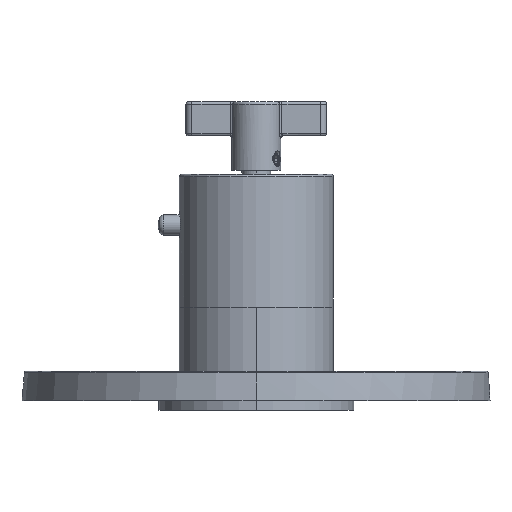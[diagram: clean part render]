
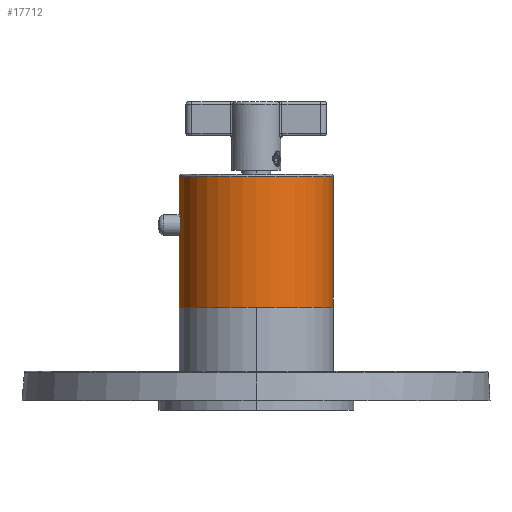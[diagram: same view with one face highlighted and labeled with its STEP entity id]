
A CAD part, left-side view. The second image highlights one B-rep face of the part: STEP entity #17712.
In plain terms, the highlighted cylindrical face has radius 25.019 mm (diameter 50.038 mm), a partial arc.
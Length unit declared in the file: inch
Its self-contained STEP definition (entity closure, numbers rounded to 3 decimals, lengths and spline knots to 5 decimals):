
#14756=DIRECTION('',(0.,1.,0.));
#14757=VECTOR('',#14756,0.875);
#14758=CARTESIAN_POINT('',(0.985,0.,0.));
#14759=LINE('',#14758,#14757);
#14765=DIRECTION('',(0.,1.,0.));
#14766=VECTOR('',#14765,1.67);
#14767=CARTESIAN_POINT('',(-0.985,0.,0.));
#14768=LINE('',#14767,#14766);
#14774=DIRECTION('',(0.,1.,0.));
#14775=VECTOR('',#14774,0.445);
#14776=CARTESIAN_POINT('',(0.985,1.225,0.));
#14777=LINE('',#14776,#14775);
#14786=CARTESIAN_POINT('',(0.985,1.225,0.));
#14787=CARTESIAN_POINT('',(0.985,1.225,-0.01121));
#14788=CARTESIAN_POINT('',(0.98462,1.22251,
-0.03285));
#14789=CARTESIAN_POINT('',(0.98311,1.21217,
-0.06327));
#14790=CARTESIAN_POINT('',(0.98094,1.19609,
-0.09063));
#14791=CARTESIAN_POINT('',(0.97836,1.17447,
-0.11495));
#14792=CARTESIAN_POINT('',(0.97572,1.14767,
-0.13531));
#14793=CARTESIAN_POINT('',(0.97346,1.11675,
-0.15051));
#14794=CARTESIAN_POINT('',(0.97199,1.08399,
-0.15958));
#14795=CARTESIAN_POINT('',(0.97148,1.05028,
-0.16265));
#14796=CARTESIAN_POINT('',(0.97198,1.01652,
-0.15967));
#14797=CARTESIAN_POINT('',(0.97343,0.98377,
-0.15071));
#14798=CARTESIAN_POINT('',(0.97568,0.9528,
-0.1356));
#14799=CARTESIAN_POINT('',(0.9783,0.92606,
-0.11543));
#14800=CARTESIAN_POINT('',(0.98088,0.90436,
-0.09125));
#14801=CARTESIAN_POINT('',(0.98306,0.88815,
-0.06397));
#14802=CARTESIAN_POINT('',(0.98461,0.87758,
-0.03337));
#14803=CARTESIAN_POINT('',(0.985,0.875,-0.01142));
#14804=CARTESIAN_POINT('',(0.985,0.875,0.));
#14806=CARTESIAN_POINT('',(0.,1.67,0.));
#14807=DIRECTION('',(0.,1.,0.));
#14808=DIRECTION('',(1.,0.,0.));
#14809=AXIS2_PLACEMENT_3D('',#14806,#14807,#14808);
#14811=CARTESIAN_POINT('',(0.,0.,0.));
#14812=DIRECTION('',(0.,1.,0.));
#14813=DIRECTION('',(1.,0.,0.));
#14814=AXIS2_PLACEMENT_3D('',#14811,#14812,#14813);
#17258=CARTESIAN_POINT('',(0.985,0.,0.));
#17259=CARTESIAN_POINT('',(-0.985,0.,0.));
#17260=VERTEX_POINT('',#17258);
#17261=VERTEX_POINT('',#17259);
#17614=CARTESIAN_POINT('',(0.985,1.67,0.));
#17615=CARTESIAN_POINT('',(-0.985,1.67,0.));
#17616=VERTEX_POINT('',#17614);
#17617=VERTEX_POINT('',#17615);
#17626=VERTEX_POINT('',#14786);
#17627=VERTEX_POINT('',#14804);
#17698=CARTESIAN_POINT('',(0.,-0.085,0.));
#17699=DIRECTION('',(0.,1.,0.));
#17700=DIRECTION('',(1.,0.,0.));
#17701=AXIS2_PLACEMENT_3D('',#17698,#17699,#17700);
#17702=CYLINDRICAL_SURFACE('',#17701,0.985);
#17703=ORIENTED_EDGE('',*,*,#17689,.F.);
#17704=ORIENTED_EDGE('',*,*,#17664,.T.);
#17706=ORIENTED_EDGE('',*,*,#17705,.T.);
#17707=ORIENTED_EDGE('',*,*,#17660,.F.);
#17708=ORIENTED_EDGE('',*,*,#17639,.F.);
#17709=ORIENTED_EDGE('',*,*,#17657,.T.);
#17710=EDGE_LOOP('',(#17703,#17704,#17706,#17707,#17708,#17709));
#17711=FACE_OUTER_BOUND('',#17710,.F.);
#17712=ADVANCED_FACE('',(#17711),#17702,.T.);
#14805=B_SPLINE_CURVE_WITH_KNOTS('',3,(#14786,#14787,#14788,#14789,#14790,
#14791,#14792,#14793,#14794,#14795,#14796,#14797,#14798,#14799,#14800,#14801,
#14802,#14803,#14804),.UNSPECIFIED.,.F.,.F.,(4,1,1,1,1,1,1,1,1,1,1,1,1,1,1,1,4),
(0.,0.0625,0.125,0.1875,0.25,0.3125,0.375,0.4375,0.5,0.5625,
0.625,0.6875,0.75,0.8125,0.875,0.9375,1.),.UNSPECIFIED.);
#14810=CIRCLE('',#14809,0.985);
#14815=CIRCLE('',#14814,0.985);
#17639=EDGE_CURVE('',#17260,#17261,#14815,.T.);
#17657=EDGE_CURVE('',#17260,#17627,#14759,.T.);
#17660=EDGE_CURVE('',#17261,#17617,#14768,.T.);
#17664=EDGE_CURVE('',#17626,#17616,#14777,.T.);
#17689=EDGE_CURVE('',#17626,#17627,#14805,.T.);
#17705=EDGE_CURVE('',#17616,#17617,#14810,.T.);
